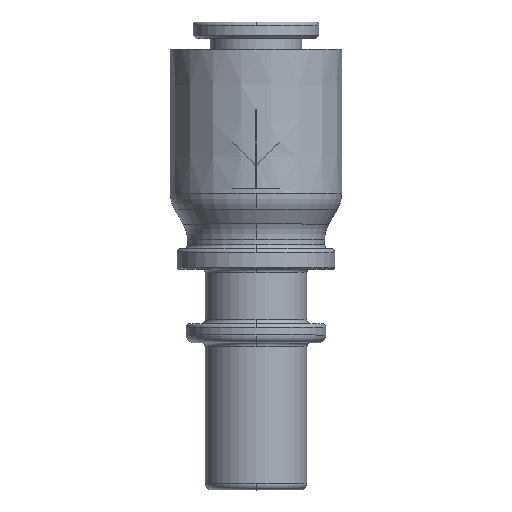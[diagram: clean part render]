
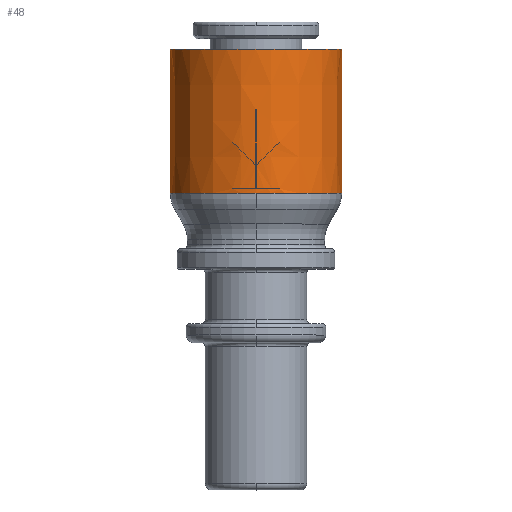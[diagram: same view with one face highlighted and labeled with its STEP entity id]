
A CAD part, top view. The second image highlights one B-rep face of the part: STEP entity #48.
In plain terms, the highlighted conical face has half-angle 0 degrees and reference radius 6.75 mm.
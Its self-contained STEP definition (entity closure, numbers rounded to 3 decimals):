
#48=ADVANCED_FACE('',(#132,#133),#134,.T.);
#132=FACE_OUTER_BOUND('',#305,.T.);
#133=FACE_BOUND('',#306,.T.);
#134=CONICAL_SURFACE('',#307,6.75,0.);
#305=EDGE_LOOP('',(#492,#493,#494,#495,#496));
#306=EDGE_LOOP('',(#497,#498,#499,#500,#501,#502,#503,#504,#505,#506,#507,#508,#509,#510,#511,#512));
#307=AXIS2_PLACEMENT_3D('',#513,#514,#515);
#492=ORIENTED_EDGE('',*,*,#1167,.F.);
#493=ORIENTED_EDGE('',*,*,#1157,.T.);
#494=ORIENTED_EDGE('',*,*,#1164,.T.);
#495=ORIENTED_EDGE('',*,*,#1168,.F.);
#496=ORIENTED_EDGE('',*,*,#1169,.F.);
#497=ORIENTED_EDGE('',*,*,#1170,.T.);
#498=ORIENTED_EDGE('',*,*,#1171,.T.);
#499=ORIENTED_EDGE('',*,*,#1172,.T.);
#500=ORIENTED_EDGE('',*,*,#1173,.T.);
#501=ORIENTED_EDGE('',*,*,#1174,.T.);
#502=ORIENTED_EDGE('',*,*,#1175,.T.);
#503=ORIENTED_EDGE('',*,*,#1176,.T.);
#504=ORIENTED_EDGE('',*,*,#1177,.T.);
#505=ORIENTED_EDGE('',*,*,#1178,.T.);
#506=ORIENTED_EDGE('',*,*,#1179,.T.);
#507=ORIENTED_EDGE('',*,*,#1180,.T.);
#508=ORIENTED_EDGE('',*,*,#1181,.T.);
#509=ORIENTED_EDGE('',*,*,#1182,.T.);
#510=ORIENTED_EDGE('',*,*,#1183,.T.);
#511=ORIENTED_EDGE('',*,*,#1184,.T.);
#512=ORIENTED_EDGE('',*,*,#1185,.T.);
#513=CARTESIAN_POINT('',(0.0,29.035,0.0));
#514=DIRECTION('',(-0.0,-1.0,-0.0));
#515=DIRECTION('',(-1.0,0.0,0.0));
#1157=EDGE_CURVE('',#1377,#1378,#1379,.T.);
#1164=EDGE_CURVE('',#1378,#1389,#1391,.T.);
#1167=EDGE_CURVE('',#1377,#1395,#1396,.T.);
#1168=EDGE_CURVE('',#1397,#1389,#1398,.T.);
#1169=EDGE_CURVE('',#1395,#1397,#1399,.T.);
#1170=EDGE_CURVE('',#1400,#1401,#1402,.T.);
#1171=EDGE_CURVE('',#1401,#1403,#1404,.T.);
#1172=EDGE_CURVE('',#1403,#1405,#1406,.T.);
#1173=EDGE_CURVE('',#1405,#1407,#1408,.T.);
#1174=EDGE_CURVE('',#1407,#1409,#1410,.T.);
#1175=EDGE_CURVE('',#1409,#1411,#1412,.T.);
#1176=EDGE_CURVE('',#1411,#1413,#1414,.T.);
#1177=EDGE_CURVE('',#1413,#1415,#1416,.T.);
#1178=EDGE_CURVE('',#1415,#1417,#1418,.T.);
#1179=EDGE_CURVE('',#1417,#1419,#1420,.T.);
#1180=EDGE_CURVE('',#1419,#1421,#1422,.T.);
#1181=EDGE_CURVE('',#1421,#1423,#1424,.T.);
#1182=EDGE_CURVE('',#1423,#1425,#1426,.T.);
#1183=EDGE_CURVE('',#1425,#1427,#1428,.T.);
#1184=EDGE_CURVE('',#1427,#1429,#1430,.T.);
#1185=EDGE_CURVE('',#1429,#1400,#1431,.T.);
#1377=VERTEX_POINT('',#1747);
#1378=VERTEX_POINT('',#1748);
#1379=CIRCLE('',#1749,6.75);
#1389=VERTEX_POINT('',#1759);
#1391=CIRCLE('',#1761,6.75);
#1395=VERTEX_POINT('',#1765);
#1396=LINE('',#1766,#1767);
#1397=VERTEX_POINT('',#1768);
#1398=LINE('',#1769,#1770);
#1399=CIRCLE('',#1771,6.75);
#1400=VERTEX_POINT('',#1772);
#1401=VERTEX_POINT('',#1773);
#1402=CIRCLE('',#1774,6.75);
#1403=VERTEX_POINT('',#1775);
#1404=LINE('',#1776,#1777);
#1405=VERTEX_POINT('',#1778);
#1406=CIRCLE('',#1779,6.75);
#1407=VERTEX_POINT('',#1780);
#1408=LINE('',#1781,#1782);
#1409=VERTEX_POINT('',#1783);
#1410=CIRCLE('',#1784,6.75);
#1411=VERTEX_POINT('',#1785);
#1412=LINE('',#1786,#1787);
#1413=VERTEX_POINT('',#1788);
#1414=ELLIPSE('',#1789,9.546,6.75);
#1415=VERTEX_POINT('',#1790);
#1416=CIRCLE('',#1791,6.75);
#1417=VERTEX_POINT('',#1792);
#1418=ELLIPSE('',#1793,9.546,6.75);
#1419=VERTEX_POINT('',#1794);
#1420=LINE('',#1795,#1796);
#1421=VERTEX_POINT('',#1797);
#1422=CIRCLE('',#1798,6.75);
#1423=VERTEX_POINT('',#1799);
#1424=LINE('',#1800,#1801);
#1425=VERTEX_POINT('',#1802);
#1426=ELLIPSE('',#1803,9.546,6.75);
#1427=VERTEX_POINT('',#1804);
#1428=CIRCLE('',#1805,6.75);
#1429=VERTEX_POINT('',#1806);
#1430=ELLIPSE('',#1807,9.546,6.75);
#1431=LINE('',#1808,#1809);
#1747=CARTESIAN_POINT('',(-6.75,23.37,0.0));
#1748=CARTESIAN_POINT('',(0.,23.37,6.75));
#1749=AXIS2_PLACEMENT_3D('',#2181,#2182,#2183);
#1759=CARTESIAN_POINT('',(6.75,23.37,0.));
#1761=AXIS2_PLACEMENT_3D('',#2202,#2203,#2204);
#1765=CARTESIAN_POINT('',(-6.75,34.7,0.0));
#1766=CARTESIAN_POINT('',(-6.75,29.035,0.));
#1767=VECTOR('',#2211,1.0);
#1768=CARTESIAN_POINT('',(6.75,34.7,0.));
#1769=CARTESIAN_POINT('',(6.75,29.035,0.));
#1770=VECTOR('',#2212,1.0);
#1771=AXIS2_PLACEMENT_3D('',#2213,#2214,#2215);
#1772=CARTESIAN_POINT('',(0.01,23.725,6.75));
#1773=CARTESIAN_POINT('',(1.825,23.725,6.499));
#1774=AXIS2_PLACEMENT_3D('',#2216,#2217,#2218);
#1775=CARTESIAN_POINT('',(1.825,23.715,6.499));
#1776=CARTESIAN_POINT('',(1.825,23.72,6.499));
#1777=VECTOR('',#2219,1.0);
#1778=CARTESIAN_POINT('',(-1.825,23.715,6.499));
#1779=AXIS2_PLACEMENT_3D('',#2220,#2221,#2222);
#1780=CARTESIAN_POINT('',(-1.825,23.725,6.499));
#1781=CARTESIAN_POINT('',(-1.825,23.72,6.499));
#1782=VECTOR('',#2223,1.0);
#1783=CARTESIAN_POINT('',(-0.01,23.725,6.75));
#1784=AXIS2_PLACEMENT_3D('',#2224,#2225,#2226);
#1785=CARTESIAN_POINT('',(-0.01,25.55,6.75));
#1786=CARTESIAN_POINT('',(-0.01,24.638,6.75));
#1787=VECTOR('',#2227,1.0);
#1788=CARTESIAN_POINT('',(-1.835,27.375,6.496));
#1789=AXIS2_PLACEMENT_3D('',#2228,#2229,#2230);
#1790=CARTESIAN_POINT('',(-1.825,27.375,6.499));
#1791=AXIS2_PLACEMENT_3D('',#2231,#2232,#2233);
#1792=CARTESIAN_POINT('',(-0.01,25.56,6.75));
#1793=AXIS2_PLACEMENT_3D('',#2234,#2235,#2236);
#1794=CARTESIAN_POINT('',(-0.01,29.956,6.75));
#1795=CARTESIAN_POINT('',(-0.01,27.758,6.75));
#1796=VECTOR('',#2237,1.0);
#1797=CARTESIAN_POINT('',(0.01,29.956,6.75));
#1798=AXIS2_PLACEMENT_3D('',#2238,#2239,#2240);
#1799=CARTESIAN_POINT('',(0.01,25.56,6.75));
#1800=CARTESIAN_POINT('',(0.01,27.758,6.75));
#1801=VECTOR('',#2241,1.0);
#1802=CARTESIAN_POINT('',(1.825,27.375,6.499));
#1803=AXIS2_PLACEMENT_3D('',#2242,#2243,#2244);
#1804=CARTESIAN_POINT('',(1.835,27.375,6.496));
#1805=AXIS2_PLACEMENT_3D('',#2245,#2246,#2247);
#1806=CARTESIAN_POINT('',(0.01,25.55,6.75));
#1807=AXIS2_PLACEMENT_3D('',#2248,#2249,#2250);
#1808=CARTESIAN_POINT('',(0.01,24.638,6.75));
#1809=VECTOR('',#2251,1.0);
#2181=CARTESIAN_POINT('',(0.0,23.37,0.0));
#2182=DIRECTION('',(0.0,1.0,0.0));
#2183=DIRECTION('',(-1.0,0.0,0.0));
#2202=CARTESIAN_POINT('',(0.0,23.37,0.0));
#2203=DIRECTION('',(0.0,1.0,0.0));
#2204=DIRECTION('',(-1.0,0.0,0.0));
#2211=DIRECTION('',(0.,1.,0.));
#2212=DIRECTION('',(0.,-1.,0.));
#2213=CARTESIAN_POINT('',(0.0,34.7,0.0));
#2214=DIRECTION('',(0.0,1.0,0.0));
#2215=DIRECTION('',(-1.0,0.0,0.0));
#2216=CARTESIAN_POINT('',(0.0,23.725,0.0));
#2217=DIRECTION('',(0.,1.0,0.0));
#2218=DIRECTION('',(-1.0,0.,0.0));
#2219=DIRECTION('',(0.,-1.,0.));
#2220=CARTESIAN_POINT('',(0.0,23.715,0.0));
#2221=DIRECTION('',(0.,-1.0,0.0));
#2222=DIRECTION('',(-1.0,0.,0.0));
#2223=DIRECTION('',(0.,1.,0.));
#2224=CARTESIAN_POINT('',(0.0,23.725,0.0));
#2225=DIRECTION('',(0.,1.0,0.0));
#2226=DIRECTION('',(-1.0,0.,0.0));
#2227=DIRECTION('',(0.,1.,0.));
#2228=CARTESIAN_POINT('',(0.,25.54,0.0));
#2229=DIRECTION('',(-0.707,-0.707,0.));
#2230=DIRECTION('',(0.707,-0.707,0.));
#2231=CARTESIAN_POINT('',(0.0,27.375,0.0));
#2232=DIRECTION('',(0.,1.0,0.0));
#2233=DIRECTION('',(-1.0,0.,0.0));
#2234=CARTESIAN_POINT('',(0.,25.55,0.0));
#2235=DIRECTION('',(0.707,0.707,0.));
#2236=DIRECTION('',(0.707,-0.707,0.));
#2237=DIRECTION('',(0.,1.,0.));
#2238=CARTESIAN_POINT('',(0.0,29.956,0.0));
#2239=DIRECTION('',(0.,1.0,0.0));
#2240=DIRECTION('',(-1.0,0.,0.0));
#2241=DIRECTION('',(0.,-1.,0.));
#2242=CARTESIAN_POINT('',(0.,25.55,0.0));
#2243=DIRECTION('',(-0.707,0.707,0.));
#2244=DIRECTION('',(0.707,0.707,0.));
#2245=CARTESIAN_POINT('',(0.0,27.375,0.0));
#2246=DIRECTION('',(0.,1.0,0.0));
#2247=DIRECTION('',(-1.0,0.,0.0));
#2248=CARTESIAN_POINT('',(0.,25.54,0.));
#2249=DIRECTION('',(0.707,-0.707,0.));
#2250=DIRECTION('',(0.707,0.707,0.));
#2251=DIRECTION('',(0.,-1.,0.));
